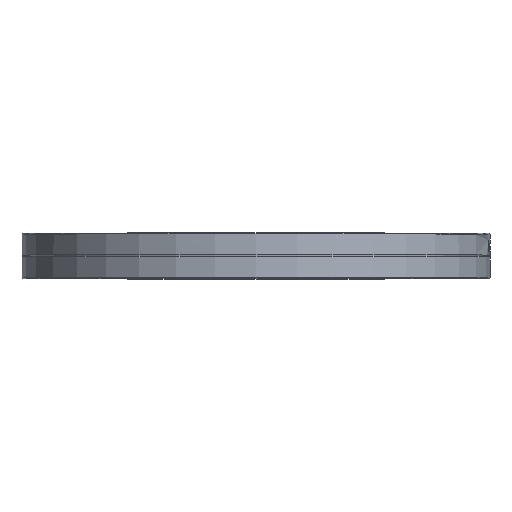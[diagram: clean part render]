
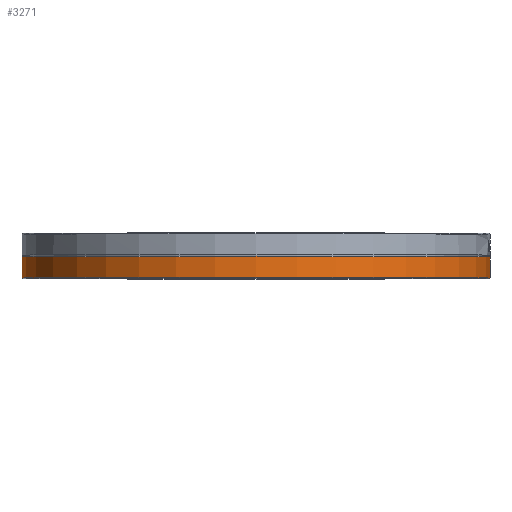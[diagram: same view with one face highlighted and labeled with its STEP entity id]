
A CAD part, top view. The second image highlights one B-rep face of the part: STEP entity #3271.
In plain terms, the highlighted cylindrical face has radius 127 mm (diameter 254 mm), a full revolution.
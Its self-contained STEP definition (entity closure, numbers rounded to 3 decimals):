
#315=CYLINDRICAL_SURFACE('',#3521,127.);
#364=FACE_OUTER_BOUND('',#584,.T.);
#584=EDGE_LOOP('',(#2251,#2252,#2253,#2254,#2255,#2256));
#807=LINE('',#4696,#998);
#998=VECTOR('',#3893,127.);
#1188=CIRCLE('',#3492,127.);
#1189=CIRCLE('',#3493,127.);
#1216=CIRCLE('',#3522,127.);
#1217=CIRCLE('',#3523,127.);
#1363=VERTEX_POINT('',#4633);
#1364=VERTEX_POINT('',#4634);
#1391=VERTEX_POINT('',#4692);
#1392=VERTEX_POINT('',#4693);
#1697=EDGE_CURVE('',#1363,#1364,#1188,.T.);
#1698=EDGE_CURVE('',#1364,#1363,#1189,.T.);
#1726=EDGE_CURVE('',#1391,#1392,#1216,.T.);
#1727=EDGE_CURVE('',#1392,#1391,#1217,.T.);
#1728=EDGE_CURVE('',#1392,#1364,#807,.T.);
#2251=ORIENTED_EDGE('',*,*,#1726,.F.);
#2252=ORIENTED_EDGE('',*,*,#1727,.F.);
#2253=ORIENTED_EDGE('',*,*,#1728,.T.);
#2254=ORIENTED_EDGE('',*,*,#1697,.F.);
#2255=ORIENTED_EDGE('',*,*,#1698,.F.);
#2256=ORIENTED_EDGE('',*,*,#1728,.F.);
#3271=ADVANCED_FACE('',(#364),#315,.T.);
#3492=AXIS2_PLACEMENT_3D('',#4635,#3828,#3829);
#3493=AXIS2_PLACEMENT_3D('',#4636,#3830,#3831);
#3521=AXIS2_PLACEMENT_3D('',#4691,#3887,#3888);
#3522=AXIS2_PLACEMENT_3D('',#4694,#3889,#3890);
#3523=AXIS2_PLACEMENT_3D('',#4695,#3891,#3892);
#3828=DIRECTION('center_axis',(0.,-1.,0.));
#3829=DIRECTION('ref_axis',(1.,0.,0.));
#3830=DIRECTION('center_axis',(0.,-1.,0.));
#3831=DIRECTION('ref_axis',(1.,0.,0.));
#3887=DIRECTION('center_axis',(0.,1.,0.));
#3888=DIRECTION('ref_axis',(-1.,0.,0.));
#3889=DIRECTION('center_axis',(0.,1.,0.));
#3890=DIRECTION('ref_axis',(1.,0.,0.));
#3891=DIRECTION('center_axis',(0.,1.,0.));
#3892=DIRECTION('ref_axis',(1.,0.,0.));
#3893=DIRECTION('',(0.,-1.,0.));
#4633=CARTESIAN_POINT('',(-127.,0.5,0.));
#4634=CARTESIAN_POINT('',(127.,0.5,0.));
#4635=CARTESIAN_POINT('Origin',(0.,0.5,0.));
#4636=CARTESIAN_POINT('Origin',(0.,0.5,0.));
#4691=CARTESIAN_POINT('Origin',(0.,5.906,0.));
#4692=CARTESIAN_POINT('',(0.,11.813,-127.));
#4693=CARTESIAN_POINT('',(127.,11.813,0.));
#4694=CARTESIAN_POINT('Origin',(0.,11.813,0.));
#4695=CARTESIAN_POINT('Origin',(0.,11.813,0.));
#4696=CARTESIAN_POINT('',(127.,5.906,0.));
